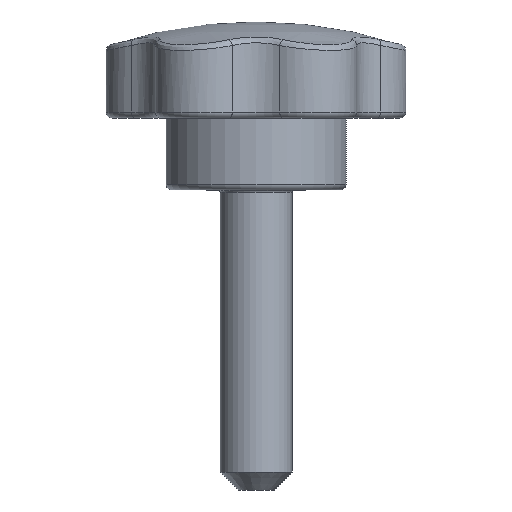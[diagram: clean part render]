
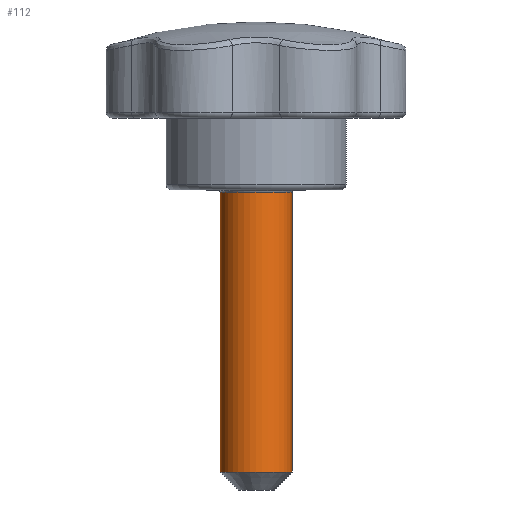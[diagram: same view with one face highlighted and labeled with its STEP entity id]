
A CAD part, front view. The second image highlights one B-rep face of the part: STEP entity #112.
In plain terms, the highlighted cylindrical face has radius 3 mm (diameter 6 mm), a full revolution.
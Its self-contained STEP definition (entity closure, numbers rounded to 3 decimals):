
#112 = ADVANCED_FACE( '', ( #249, #250 ), #251, .T. );
#249 = FACE_OUTER_BOUND( '', #1251, .T. );
#250 = FACE_OUTER_BOUND( '', #1252, .T. );
#251 = CYLINDRICAL_SURFACE( '', #1253, 3. );
#1251 = EDGE_LOOP( '', ( #2891 ) );
#1252 = EDGE_LOOP( '', ( #2892 ) );
#1253 = AXIS2_PLACEMENT_3D( '', #2893, #2894, #2895 );
#2891 = ORIENTED_EDGE( '', *, *, #3168, .T. );
#2892 = ORIENTED_EDGE( '', *, *, #3169, .T. );
#2893 = CARTESIAN_POINT( '', ( 0., 0., 32.15 ) );
#2894 = DIRECTION( '', ( 0., 0., -1. ) );
#2895 = DIRECTION( '', ( 1., 0., 0. ) );
#3168 = EDGE_CURVE( '', #3361, #3361, #3362, .F. );
#3169 = EDGE_CURVE( '', #3363, #3363, #3364, .T. );
#3361 = VERTEX_POINT( '', #4539 );
#3362 = CIRCLE( '', #4540, 3. );
#3363 = VERTEX_POINT( '', #4541 );
#3364 = CIRCLE( '', #4542, 3. );
#4539 = CARTESIAN_POINT( '', ( 3., 0., -0.2 ) );
#4540 = AXIS2_PLACEMENT_3D( '', #4974, #4975, #4976 );
#4541 = CARTESIAN_POINT( '', ( 3., 0., -23.5 ) );
#4542 = AXIS2_PLACEMENT_3D( '', #4977, #4978, #4979 );
#4974 = CARTESIAN_POINT( '', ( 0., 0., -0.2 ) );
#4975 = DIRECTION( '', ( 0., 0., 1. ) );
#4976 = DIRECTION( '', ( 1., 0., 0. ) );
#4977 = CARTESIAN_POINT( '', ( 0., 0., -23.5 ) );
#4978 = DIRECTION( '', ( 0., 0., 1. ) );
#4979 = DIRECTION( '', ( 1., 0., 0. ) );
